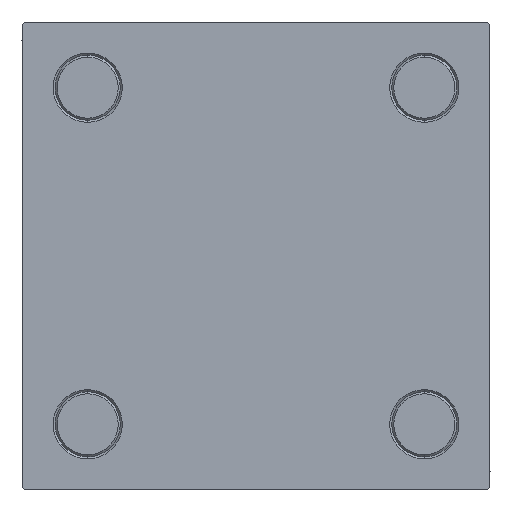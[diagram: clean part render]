
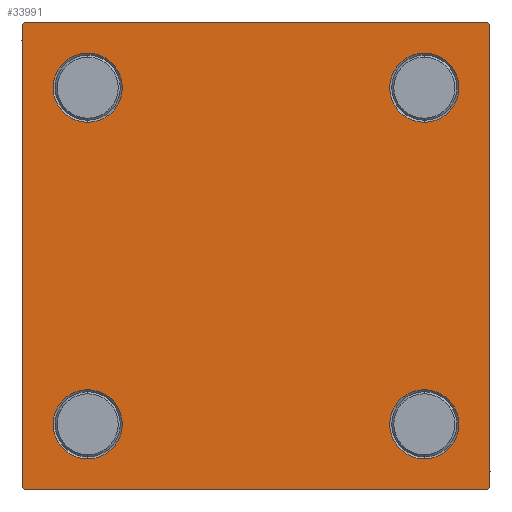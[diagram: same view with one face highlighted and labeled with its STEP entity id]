
A CAD part, left-side view. The second image highlights one B-rep face of the part: STEP entity #33991.
In plain terms, the highlighted planar face has unit normal (-1, 0, 0).
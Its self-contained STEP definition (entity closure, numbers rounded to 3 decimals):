
#23 = CARTESIAN_POINT ( 'NONE',  ( 0., 57.5, -57. ) ) ;
#402 = CIRCLE ( 'NONE', #23153, 8.5 ) ;
#567 = CIRCLE ( 'NONE', #23344, 8.5 ) ;
#603 = VERTEX_POINT ( 'NONE', #39930 ) ;
#1135 = ORIENTED_EDGE ( 'NONE', *, *, #24968, .T. ) ;
#1536 = CARTESIAN_POINT ( 'NONE',  ( 0., -57.25, -57.25 ) ) ;
#1625 = ORIENTED_EDGE ( 'NONE', *, *, #12128, .T. ) ;
#2200 = CIRCLE ( 'NONE', #13576, 8.5 ) ;
#2629 = CIRCLE ( 'NONE', #41654, 8.5 ) ;
#2870 = VECTOR ( 'NONE', #20602, 1000. ) ;
#2978 = FACE_BOUND ( 'NONE', #40050, .T. ) ;
#3906 = CARTESIAN_POINT ( 'NONE',  ( 0., 57.5, 57.5 ) ) ;
#4093 = LINE ( 'NONE', #38976, #21365 ) ;
#4291 = LINE ( 'NONE', #19834, #2870 ) ;
#4816 = VERTEX_POINT ( 'NONE', #23 ) ;
#5097 = AXIS2_PLACEMENT_3D ( 'NONE', #17526, #10847, #14185 ) ;
#5213 = DIRECTION ( 'NONE',  ( 1., 0., 0. ) ) ;
#5550 = ORIENTED_EDGE ( 'NONE', *, *, #7485, .T. ) ;
#6057 = ORIENTED_EDGE ( 'NONE', *, *, #34018, .T. ) ;
#6643 = DIRECTION ( 'NONE',  ( 1., 0., 0. ) ) ;
#6705 = CARTESIAN_POINT ( 'NONE',  ( 0., 41.35, -49.85 ) ) ;
#7485 = EDGE_CURVE ( 'NONE', #23842, #15349, #36734, .T. ) ;
#7651 = CARTESIAN_POINT ( 'NONE',  ( 0., -57., 57.5 ) ) ;
#7669 = VECTOR ( 'NONE', #24939, 1000. ) ;
#7796 = LINE ( 'NONE', #27402, #27723 ) ;
#7811 = EDGE_CURVE ( 'NONE', #23504, #10052, #32842, .T. ) ;
#8343 = DIRECTION ( 'NONE',  ( 1., 0., 0. ) ) ;
#8469 = CARTESIAN_POINT ( 'NONE',  ( 0., -41.35, -32.85 ) ) ;
#8494 = VERTEX_POINT ( 'NONE', #6705 ) ;
#9016 = CARTESIAN_POINT ( 'NONE',  ( 0., -57., -57.5 ) ) ;
#9102 = CARTESIAN_POINT ( 'NONE',  ( 0., 41.35, 32.85 ) ) ;
#9158 = DIRECTION ( 'NONE',  ( 0., -0.707, 0.707 ) ) ;
#10052 = VERTEX_POINT ( 'NONE', #17860 ) ;
#10567 = ORIENTED_EDGE ( 'NONE', *, *, #7811, .T. ) ;
#10713 = CIRCLE ( 'NONE', #17235, 8.5 ) ;
#10829 = DIRECTION ( 'NONE',  ( 0., 0., 1. ) ) ;
#10847 = DIRECTION ( 'NONE',  ( -1., 0., 0. ) ) ;
#11005 = CARTESIAN_POINT ( 'NONE',  ( 0., 41.35, -32.85 ) ) ;
#11833 = AXIS2_PLACEMENT_3D ( 'NONE', #26591, #37805, #45225 ) ;
#12128 = EDGE_CURVE ( 'NONE', #15349, #23842, #10713, .T. ) ;
#12723 = CARTESIAN_POINT ( 'NONE',  ( 0., 57.25, 57.25 ) ) ;
#13036 = ORIENTED_EDGE ( 'NONE', *, *, #25071, .T. ) ;
#13220 = LINE ( 'NONE', #12723, #7669 ) ;
#13576 = AXIS2_PLACEMENT_3D ( 'NONE', #25762, #6643, #34393 ) ;
#13742 = EDGE_CURVE ( 'NONE', #36318, #36967, #2629, .T. ) ;
#14185 = DIRECTION ( 'NONE',  ( 0., 0., 1. ) ) ;
#14329 = EDGE_CURVE ( 'NONE', #29293, #32520, #45082, .T. ) ;
#14675 = FACE_BOUND ( 'NONE', #33955, .T. ) ;
#15349 = VERTEX_POINT ( 'NONE', #30852 ) ;
#15995 = CARTESIAN_POINT ( 'NONE',  ( 0., 41.35, 49.85 ) ) ;
#16419 = CARTESIAN_POINT ( 'NONE',  ( 0., 41.35, -41.35 ) ) ;
#17086 = VERTEX_POINT ( 'NONE', #11005 ) ;
#17235 = AXIS2_PLACEMENT_3D ( 'NONE', #42054, #8343, #37724 ) ;
#17526 = CARTESIAN_POINT ( 'NONE',  ( 0., 0., 0. ) ) ;
#17566 = EDGE_CURVE ( 'NONE', #603, #25012, #13220, .T. ) ;
#17632 = DIRECTION ( 'NONE',  ( 1., 0., 0. ) ) ;
#17860 = CARTESIAN_POINT ( 'NONE',  ( 0., -57.5, -57. ) ) ;
#18062 = CARTESIAN_POINT ( 'NONE',  ( 0., -57.25, 57.25 ) ) ;
#18508 = FACE_BOUND ( 'NONE', #29646, .T. ) ;
#18816 = ORIENTED_EDGE ( 'NONE', *, *, #13742, .T. ) ;
#19443 = DIRECTION ( 'NONE',  ( 0., -1., 0. ) ) ;
#19834 = CARTESIAN_POINT ( 'NONE',  ( 0., 57.25, -57.25 ) ) ;
#20510 = CARTESIAN_POINT ( 'NONE',  ( 0., 57.5, 57. ) ) ;
#20602 = DIRECTION ( 'NONE',  ( 0., -0.707, -0.707 ) ) ;
#20609 = CARTESIAN_POINT ( 'NONE',  ( 0., -57.5, 57. ) ) ;
#21365 = VECTOR ( 'NONE', #23455, 1000. ) ;
#21534 = CARTESIAN_POINT ( 'NONE',  ( 0., 41.35, 41.35 ) ) ;
#22071 = AXIS2_PLACEMENT_3D ( 'NONE', #48009, #5213, #28125 ) ;
#22136 = VECTOR ( 'NONE', #19443, 1000. ) ;
#23107 = EDGE_CURVE ( 'NONE', #26559, #49199, #33803, .T. ) ;
#23153 = AXIS2_PLACEMENT_3D ( 'NONE', #21534, #36312, #37069 ) ;
#23344 = AXIS2_PLACEMENT_3D ( 'NONE', #16419, #17632, #25264 ) ;
#23345 = DIRECTION ( 'NONE',  ( 0., 0., -1. ) ) ;
#23455 = DIRECTION ( 'NONE',  ( 0., 0., -1. ) ) ;
#23504 = VERTEX_POINT ( 'NONE', #9016 ) ;
#23842 = VERTEX_POINT ( 'NONE', #27049 ) ;
#24939 = DIRECTION ( 'NONE',  ( 0., 0.707, -0.707 ) ) ;
#24968 = EDGE_CURVE ( 'NONE', #8494, #17086, #567, .T. ) ;
#25012 = VERTEX_POINT ( 'NONE', #20510 ) ;
#25071 = EDGE_CURVE ( 'NONE', #49199, #26559, #2200, .T. ) ;
#25264 = DIRECTION ( 'NONE',  ( 0., 0., 1. ) ) ;
#25762 = CARTESIAN_POINT ( 'NONE',  ( 0., -41.35, -41.35 ) ) ;
#26169 = EDGE_LOOP ( 'NONE', ( #13036, #48612 ) ) ;
#26559 = VERTEX_POINT ( 'NONE', #44286 ) ;
#26591 = CARTESIAN_POINT ( 'NONE',  ( 0., -41.35, -41.35 ) ) ;
#27049 = CARTESIAN_POINT ( 'NONE',  ( 0., -41.35, 32.85 ) ) ;
#27402 = CARTESIAN_POINT ( 'NONE',  ( 0., 57.5, 57.5 ) ) ;
#27723 = VECTOR ( 'NONE', #23345, 1000. ) ;
#28049 = VECTOR ( 'NONE', #30152, 1000. ) ;
#28125 = DIRECTION ( 'NONE',  ( 0., 0., 1. ) ) ;
#29293 = VERTEX_POINT ( 'NONE', #20609 ) ;
#29646 = EDGE_LOOP ( 'NONE', ( #38392, #18816 ) ) ;
#29711 = CARTESIAN_POINT ( 'NONE',  ( 0., 41.35, -41.35 ) ) ;
#30152 = DIRECTION ( 'NONE',  ( 0., -1., 0. ) ) ;
#30852 = CARTESIAN_POINT ( 'NONE',  ( 0., -41.35, 49.85 ) ) ;
#31201 = CARTESIAN_POINT ( 'NONE',  ( 0., 41.35, 41.35 ) ) ;
#31332 = EDGE_CURVE ( 'NONE', #25012, #4816, #7796, .T. ) ;
#32520 = VERTEX_POINT ( 'NONE', #7651 ) ;
#32842 = LINE ( 'NONE', #1536, #42436 ) ;
#33141 = EDGE_CURVE ( 'NONE', #603, #32520, #38785, .T. ) ;
#33460 = EDGE_CURVE ( 'NONE', #29293, #10052, #4093, .T. ) ;
#33803 = CIRCLE ( 'NONE', #11833, 8.5 ) ;
#33955 = EDGE_LOOP ( 'NONE', ( #6057, #1135 ) ) ;
#33991 = ADVANCED_FACE ( 'NONE', ( #2978, #45764, #14675, #18508, #48853 ), #49585, .T. ) ;
#34018 = EDGE_CURVE ( 'NONE', #17086, #8494, #40072, .T. ) ;
#34336 = DIRECTION ( 'NONE',  ( 0., 0.707, 0.707 ) ) ;
#34393 = DIRECTION ( 'NONE',  ( 0., 0., 1. ) ) ;
#35179 = AXIS2_PLACEMENT_3D ( 'NONE', #29711, #44785, #45282 ) ;
#35585 = ORIENTED_EDGE ( 'NONE', *, *, #17566, .T. ) ;
#36312 = DIRECTION ( 'NONE',  ( 1., 0., 0. ) ) ;
#36318 = VERTEX_POINT ( 'NONE', #9102 ) ;
#36734 = CIRCLE ( 'NONE', #22071, 8.5 ) ;
#36967 = VERTEX_POINT ( 'NONE', #15995 ) ;
#37069 = DIRECTION ( 'NONE',  ( 0., 0., 1. ) ) ;
#37643 = VERTEX_POINT ( 'NONE', #47884 ) ;
#37724 = DIRECTION ( 'NONE',  ( 0., 0., 1. ) ) ;
#37805 = DIRECTION ( 'NONE',  ( 1., 0., 0. ) ) ;
#38058 = CARTESIAN_POINT ( 'NONE',  ( 0., 57.5, -57.5 ) ) ;
#38392 = ORIENTED_EDGE ( 'NONE', *, *, #43898, .T. ) ;
#38486 = ORIENTED_EDGE ( 'NONE', *, *, #44828, .T. ) ;
#38785 = LINE ( 'NONE', #3906, #22136 ) ;
#38976 = CARTESIAN_POINT ( 'NONE',  ( 0., -57.5, 57.5 ) ) ;
#38999 = ORIENTED_EDGE ( 'NONE', *, *, #33460, .F. ) ;
#39930 = CARTESIAN_POINT ( 'NONE',  ( 0., 57., 57.5 ) ) ;
#40050 = EDGE_LOOP ( 'NONE', ( #1625, #5550 ) ) ;
#40072 = CIRCLE ( 'NONE', #35179, 8.5 ) ;
#41037 = ORIENTED_EDGE ( 'NONE', *, *, #44306, .T. ) ;
#41654 = AXIS2_PLACEMENT_3D ( 'NONE', #31201, #50323, #10829 ) ;
#41698 = VECTOR ( 'NONE', #34336, 1000. ) ;
#41722 = ORIENTED_EDGE ( 'NONE', *, *, #31332, .T. ) ;
#42054 = CARTESIAN_POINT ( 'NONE',  ( 0., -41.35, 41.35 ) ) ;
#42436 = VECTOR ( 'NONE', #9158, 1000. ) ;
#43819 = ORIENTED_EDGE ( 'NONE', *, *, #14329, .T. ) ;
#43898 = EDGE_CURVE ( 'NONE', #36967, #36318, #402, .T. ) ;
#44286 = CARTESIAN_POINT ( 'NONE',  ( 0., -41.35, -49.85 ) ) ;
#44295 = EDGE_LOOP ( 'NONE', ( #41722, #41037, #38486, #10567, #38999, #43819, #46996, #35585 ) ) ;
#44306 = EDGE_CURVE ( 'NONE', #4816, #37643, #4291, .T. ) ;
#44785 = DIRECTION ( 'NONE',  ( 1., 0., 0. ) ) ;
#44828 = EDGE_CURVE ( 'NONE', #37643, #23504, #50036, .T. ) ;
#45082 = LINE ( 'NONE', #18062, #41698 ) ;
#45225 = DIRECTION ( 'NONE',  ( 0., 0., 1. ) ) ;
#45282 = DIRECTION ( 'NONE',  ( 0., 0., 1. ) ) ;
#45764 = FACE_BOUND ( 'NONE', #26169, .T. ) ;
#46996 = ORIENTED_EDGE ( 'NONE', *, *, #33141, .F. ) ;
#47884 = CARTESIAN_POINT ( 'NONE',  ( 0., 57., -57.5 ) ) ;
#48009 = CARTESIAN_POINT ( 'NONE',  ( 0., -41.35, 41.35 ) ) ;
#48612 = ORIENTED_EDGE ( 'NONE', *, *, #23107, .T. ) ;
#48853 = FACE_OUTER_BOUND ( 'NONE', #44295, .T. ) ;
#49199 = VERTEX_POINT ( 'NONE', #8469 ) ;
#49585 = PLANE ( 'NONE',  #5097 ) ;
#50036 = LINE ( 'NONE', #38058, #28049 ) ;
#50323 = DIRECTION ( 'NONE',  ( 1., 0., 0. ) ) ;
